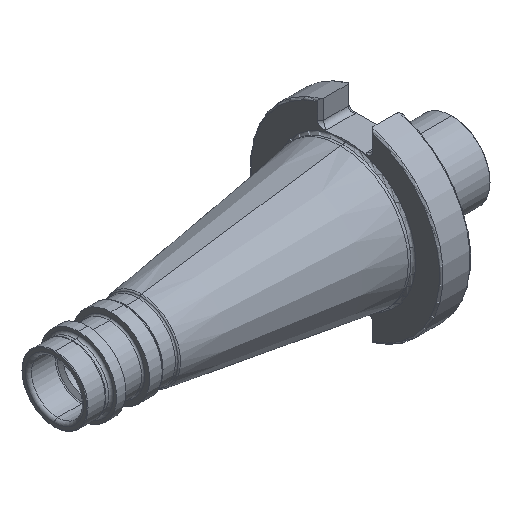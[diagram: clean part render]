
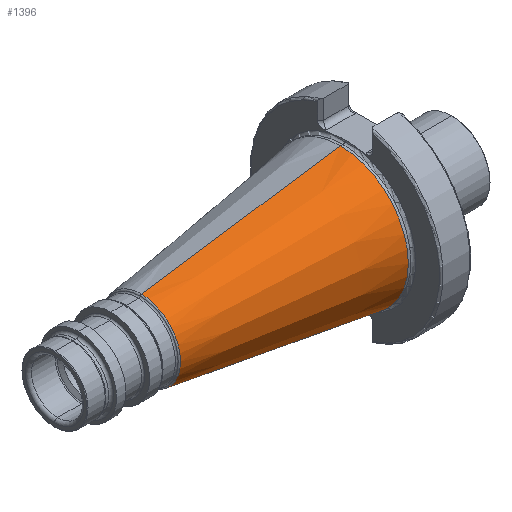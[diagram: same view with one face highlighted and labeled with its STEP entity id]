
A CAD part, isometric view. The second image highlights one B-rep face of the part: STEP entity #1396.
In plain terms, the highlighted conical face has half-angle 8.297 degrees and reference radius 22.225 mm.
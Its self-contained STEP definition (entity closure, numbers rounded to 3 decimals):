
#1 = DIRECTION ( 'NONE',  ( 0., 0., 1. ) ) ;
#68 = CARTESIAN_POINT ( 'NONE',  ( 0., 0., 0. ) ) ;
#224 = DIRECTION ( 'NONE',  ( 0., 0., 1. ) ) ;
#339 = AXIS2_PLACEMENT_3D ( 'NONE', #3567, #3218, #1 ) ;
#588 = EDGE_LOOP ( 'NONE', ( #660, #1515, #1370, #1087 ) ) ;
#600 = VECTOR ( 'NONE', #4176, 1000. ) ;
#657 = EDGE_CURVE ( 'NONE', #1962, #2803, #2612, .T. ) ;
#660 = ORIENTED_EDGE ( 'NONE', *, *, #3084, .F. ) ;
#686 = DIRECTION ( 'NONE',  ( 0.99, 0., 0.144 ) ) ;
#695 = CARTESIAN_POINT ( 'NONE',  ( 0., 0., -22.225 ) ) ;
#747 = CARTESIAN_POINT ( 'NONE',  ( 0., 0., 0. ) ) ;
#957 = CARTESIAN_POINT ( 'NONE',  ( -64.988, 0., 12.748 ) ) ;
#1069 = DIRECTION ( 'NONE',  ( 0., 0., -1. ) ) ;
#1087 = ORIENTED_EDGE ( 'NONE', *, *, #657, .T. ) ;
#1370 = ORIENTED_EDGE ( 'NONE', *, *, #3254, .T. ) ;
#1396 = ADVANCED_FACE ( 'NONE', ( #3435 ), #2517, .T. ) ;
#1515 = ORIENTED_EDGE ( 'NONE', *, *, #3544, .F. ) ;
#1631 = VECTOR ( 'NONE', #686, 1000. ) ;
#1778 = CARTESIAN_POINT ( 'NONE',  ( 0., 0., 22.225 ) ) ;
#1962 = VERTEX_POINT ( 'NONE', #3115 ) ;
#2517 = CONICAL_SURFACE ( 'NONE', #2544, 22.225, 0.145 ) ;
#2544 = AXIS2_PLACEMENT_3D ( 'NONE', #747, #2925, #1069 ) ;
#2554 = LINE ( 'NONE', #3538, #1631 ) ;
#2612 = CIRCLE ( 'NONE', #3496, 22.225 ) ;
#2803 = VERTEX_POINT ( 'NONE', #1778 ) ;
#2885 = CARTESIAN_POINT ( 'NONE',  ( -64.988, 0., -12.748 ) ) ;
#2925 = DIRECTION ( 'NONE',  ( 1., 0., 0. ) ) ;
#3084 = EDGE_CURVE ( 'NONE', #3773, #2803, #2554, .T. ) ;
#3115 = CARTESIAN_POINT ( 'NONE',  ( 0., 0., -22.225 ) ) ;
#3218 = DIRECTION ( 'NONE',  ( -1., 0., 0. ) ) ;
#3254 = EDGE_CURVE ( 'NONE', #3629, #1962, #3926, .T. ) ;
#3435 = FACE_OUTER_BOUND ( 'NONE', #588, .T. ) ;
#3496 = AXIS2_PLACEMENT_3D ( 'NONE', #68, #3959, #224 ) ;
#3538 = CARTESIAN_POINT ( 'NONE',  ( 0., 0., 22.225 ) ) ;
#3544 = EDGE_CURVE ( 'NONE', #3629, #3773, #3683, .T. ) ;
#3567 = CARTESIAN_POINT ( 'NONE',  ( -64.988, 0., 0. ) ) ;
#3629 = VERTEX_POINT ( 'NONE', #2885 ) ;
#3683 = CIRCLE ( 'NONE', #339, 12.748 ) ;
#3773 = VERTEX_POINT ( 'NONE', #957 ) ;
#3926 = LINE ( 'NONE', #695, #600 ) ;
#3959 = DIRECTION ( 'NONE',  ( -1., 0., 0. ) ) ;
#4176 = DIRECTION ( 'NONE',  ( 0.99, 0., -0.144 ) ) ;
